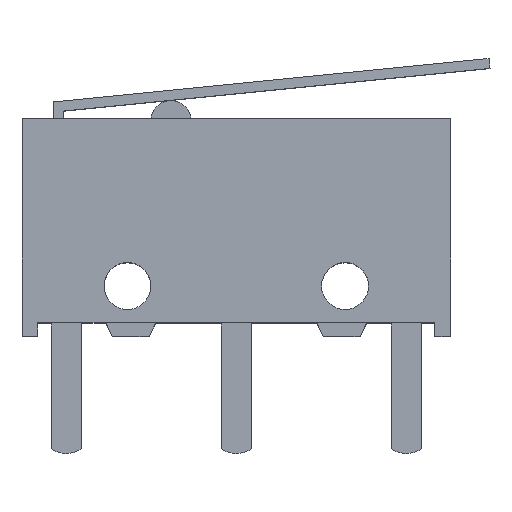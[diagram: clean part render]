
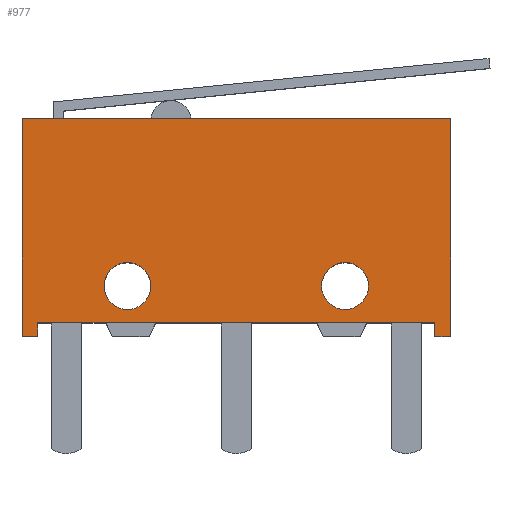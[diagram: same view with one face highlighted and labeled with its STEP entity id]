
A CAD part, top view. The second image highlights one B-rep face of the part: STEP entity #977.
In plain terms, the highlighted planar face has unit normal (0, 0, 1).
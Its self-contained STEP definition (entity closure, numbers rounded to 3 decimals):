
#104 = LINE ( 'NONE', #109, #110 ) ;
#109 = CARTESIAN_POINT ( 'NONE',  ( -9.175, -1.1, 5.8 ) ) ;
#110 = VECTOR ( 'NONE', #111, 1000. ) ;
#111 = DIRECTION ( 'NONE',  ( 0., -1., 0. ) ) ;
#138 = CIRCLE ( 'NONE', #139, 0.7 ) ;
#139 = AXIS2_PLACEMENT_3D ( 'NONE', #140, #142, #143 ) ;
#140 = CARTESIAN_POINT ( 'NONE',  ( -6.5, 0., 5.8 ) ) ;
#142 = DIRECTION ( 'NONE',  ( 0., 0., -1. ) ) ;
#143 = DIRECTION ( 'NONE',  ( -1., 0., 0. ) ) ;
#187 = CARTESIAN_POINT ( 'NONE',  ( 3.15, 5., 5.8 ) ) ;
#210 = CIRCLE ( 'NONE', #211, 0.7 ) ;
#211 = AXIS2_PLACEMENT_3D ( 'NONE', #212, #213, #214 ) ;
#212 = CARTESIAN_POINT ( 'NONE',  ( 0., 0., 5.8 ) ) ;
#213 = DIRECTION ( 'NONE',  ( 0., 0., -1. ) ) ;
#214 = DIRECTION ( 'NONE',  ( -1., 0., 0. ) ) ;
#229 = CARTESIAN_POINT ( 'NONE',  ( -9.175, -1.5, 5.8 ) ) ;
#234 = CIRCLE ( 'NONE', #235, 0.7 ) ;
#235 = AXIS2_PLACEMENT_3D ( 'NONE', #236, #237, #238 ) ;
#236 = CARTESIAN_POINT ( 'NONE',  ( -6.5, 0., 5.8 ) ) ;
#237 = DIRECTION ( 'NONE',  ( 0., 0., -1. ) ) ;
#238 = DIRECTION ( 'NONE',  ( -1., 0., 0. ) ) ;
#248 = CARTESIAN_POINT ( 'NONE',  ( 2.675, -1.1, 5.8 ) ) ;
#259 = CARTESIAN_POINT ( 'NONE',  ( 0.7, 0., 5.8 ) ) ;
#329 = ORIENTED_EDGE ( 'NONE', *, *, #895, .T. ) ;
#562 = EDGE_LOOP ( 'NONE', ( #783, #837 ) ) ;
#580 = EDGE_CURVE ( 'NONE', #768, #1862, #2101, .T. ) ;
#768 = VERTEX_POINT ( 'NONE', #2254 ) ;
#783 = ORIENTED_EDGE ( 'NONE', *, *, #803, .T. ) ;
#803 = EDGE_CURVE ( 'NONE', #1820, #1803, #1135, .T. ) ;
#837 = ORIENTED_EDGE ( 'NONE', *, *, #1787, .T. ) ;
#890 = VERTEX_POINT ( 'NONE', #229 ) ;
#895 = EDGE_CURVE ( 'NONE', #913, #931, #234, .T. ) ;
#913 = VERTEX_POINT ( 'NONE', #2005 ) ;
#931 = VERTEX_POINT ( 'NONE', #2137 ) ;
#960 = EDGE_CURVE ( 'NONE', #979, #890, #2293, .T. ) ;
#977 = ADVANCED_FACE ( 'NONE', ( #2372, #2373, #2374 ), #2375, .T. ) ;
#979 = VERTEX_POINT ( 'NONE', #1047 ) ;
#1001 = EDGE_LOOP ( 'NONE', ( #1090, #1614, #1658, #1722, #1757, #1790, #1825, #1860 ) ) ;
#1047 = CARTESIAN_POINT ( 'NONE',  ( -9.65, -1.5, 5.8 ) ) ;
#1090 = ORIENTED_EDGE ( 'NONE', *, *, #1418, .F. ) ;
#1128 = ORIENTED_EDGE ( 'NONE', *, *, #1478, .T. ) ;
#1135 = CIRCLE ( 'NONE', #1136, 0.7 ) ;
#1136 = AXIS2_PLACEMENT_3D ( 'NONE', #1137, #1138, #1139 ) ;
#1137 = CARTESIAN_POINT ( 'NONE',  ( 0., 0., 5.8 ) ) ;
#1138 = DIRECTION ( 'NONE',  ( 0., 0., -1. ) ) ;
#1139 = DIRECTION ( 'NONE',  ( -1., 0., 0. ) ) ;
#1263 = VERTEX_POINT ( 'NONE', #1568 ) ;
#1418 = EDGE_CURVE ( 'NONE', #1634, #890, #104, .T. ) ;
#1478 = EDGE_CURVE ( 'NONE', #931, #913, #138, .T. ) ;
#1568 = CARTESIAN_POINT ( 'NONE',  ( -9.65, 5., 5.8 ) ) ;
#1614 = ORIENTED_EDGE ( 'NONE', *, *, #1859, .F. ) ;
#1630 = EDGE_CURVE ( 'NONE', #1780, #1263, #2000, .T. ) ;
#1634 = VERTEX_POINT ( 'NONE', #2051 ) ;
#1658 = ORIENTED_EDGE ( 'NONE', *, *, #1686, .T. ) ;
#1686 = EDGE_CURVE ( 'NONE', #1800, #768, #2358, .T. ) ;
#1722 = ORIENTED_EDGE ( 'NONE', *, *, #580, .T. ) ;
#1757 = ORIENTED_EDGE ( 'NONE', *, *, #1844, .T. ) ;
#1780 = VERTEX_POINT ( 'NONE', #187 ) ;
#1787 = EDGE_CURVE ( 'NONE', #1803, #1820, #210, .T. ) ;
#1790 = ORIENTED_EDGE ( 'NONE', *, *, #1630, .T. ) ;
#1800 = VERTEX_POINT ( 'NONE', #248 ) ;
#1803 = VERTEX_POINT ( 'NONE', #259 ) ;
#1820 = VERTEX_POINT ( 'NONE', #2052 ) ;
#1825 = ORIENTED_EDGE ( 'NONE', *, *, #1865, .T. ) ;
#1844 = EDGE_CURVE ( 'NONE', #1862, #1780, #2269, .T. ) ;
#1859 = EDGE_CURVE ( 'NONE', #1800, #1634, #2352, .T. ) ;
#1860 = ORIENTED_EDGE ( 'NONE', *, *, #960, .T. ) ;
#1862 = VERTEX_POINT ( 'NONE', #2371 ) ;
#1865 = EDGE_CURVE ( 'NONE', #1263, #979, #2409, .T. ) ;
#1938 = EDGE_LOOP ( 'NONE', ( #1128, #329 ) ) ;
#2000 = LINE ( 'NONE', #2001, #2002 ) ;
#2001 = CARTESIAN_POINT ( 'NONE',  ( 3.15, 5., 5.8 ) ) ;
#2002 = VECTOR ( 'NONE', #2003, 1000. ) ;
#2003 = DIRECTION ( 'NONE',  ( -1., 0., 0. ) ) ;
#2005 = CARTESIAN_POINT ( 'NONE',  ( -5.8, 0., 5.8 ) ) ;
#2051 = CARTESIAN_POINT ( 'NONE',  ( -9.175, -1.1, 5.8 ) ) ;
#2052 = CARTESIAN_POINT ( 'NONE',  ( -0.7, 0., 5.8 ) ) ;
#2101 = LINE ( 'NONE', #2102, #2103 ) ;
#2102 = CARTESIAN_POINT ( 'NONE',  ( 3.15, -1.5, 5.8 ) ) ;
#2103 = VECTOR ( 'NONE', #2104, 1000. ) ;
#2104 = DIRECTION ( 'NONE',  ( 1., 0., 0. ) ) ;
#2137 = CARTESIAN_POINT ( 'NONE',  ( -7.2, 0., 5.8 ) ) ;
#2254 = CARTESIAN_POINT ( 'NONE',  ( 2.675, -1.5, 5.8 ) ) ;
#2269 = LINE ( 'NONE', #2270, #2271 ) ;
#2270 = CARTESIAN_POINT ( 'NONE',  ( 3.15, -1.5, 5.8 ) ) ;
#2271 = VECTOR ( 'NONE', #2272, 1000. ) ;
#2272 = DIRECTION ( 'NONE',  ( 0., 1., 0. ) ) ;
#2293 = LINE ( 'NONE', #2294, #2295 ) ;
#2294 = CARTESIAN_POINT ( 'NONE',  ( 3.15, -1.5, 5.8 ) ) ;
#2295 = VECTOR ( 'NONE', #2296, 1000. ) ;
#2296 = DIRECTION ( 'NONE',  ( 1., 0., 0. ) ) ;
#2352 = LINE ( 'NONE', #2353, #2354 ) ;
#2353 = CARTESIAN_POINT ( 'NONE',  ( -9.175, -1.1, 5.8 ) ) ;
#2354 = VECTOR ( 'NONE', #2355, 1000. ) ;
#2355 = DIRECTION ( 'NONE',  ( -1., 0., 0. ) ) ;
#2358 = LINE ( 'NONE', #2359, #2363 ) ;
#2359 = CARTESIAN_POINT ( 'NONE',  ( 2.675, -1.1, 5.8 ) ) ;
#2363 = VECTOR ( 'NONE', #2364, 1000. ) ;
#2364 = DIRECTION ( 'NONE',  ( 0., -1., 0. ) ) ;
#2371 = CARTESIAN_POINT ( 'NONE',  ( 3.15, -1.5, 5.8 ) ) ;
#2372 = FACE_OUTER_BOUND ( 'NONE', #1001, .T. ) ;
#2373 = FACE_BOUND ( 'NONE', #1938, .T. ) ;
#2374 = FACE_BOUND ( 'NONE', #562, .T. ) ;
#2375 = PLANE ( 'NONE',  #2376 ) ;
#2376 = AXIS2_PLACEMENT_3D ( 'NONE', #2377, #2378, #2379 ) ;
#2377 = CARTESIAN_POINT ( 'NONE',  ( 3.15, 5., 5.8 ) ) ;
#2378 = DIRECTION ( 'NONE',  ( 0., 0., 1. ) ) ;
#2379 = DIRECTION ( 'NONE',  ( 1., 0., 0. ) ) ;
#2409 = LINE ( 'NONE', #2410, #2411 ) ;
#2410 = CARTESIAN_POINT ( 'NONE',  ( -9.65, -1.5, 5.8 ) ) ;
#2411 = VECTOR ( 'NONE', #2412, 1000. ) ;
#2412 = DIRECTION ( 'NONE',  ( 0., -1., 0. ) ) ;
